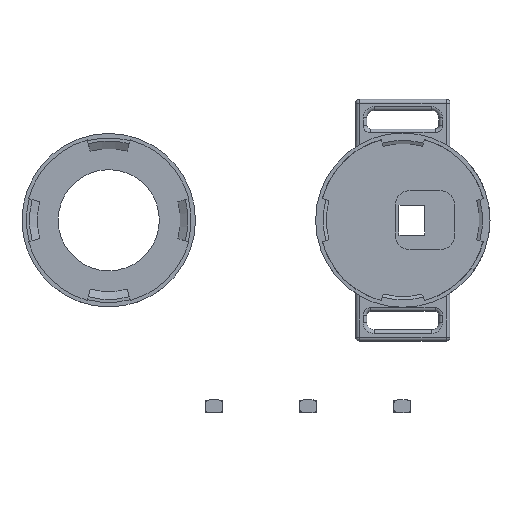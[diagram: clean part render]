
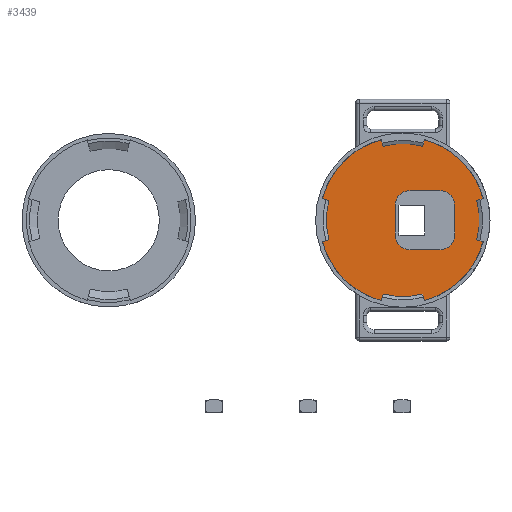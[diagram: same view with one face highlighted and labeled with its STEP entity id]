
A CAD part, top view. The second image highlights one B-rep face of the part: STEP entity #3439.
In plain terms, the highlighted planar face has unit normal (0, 0, 1).
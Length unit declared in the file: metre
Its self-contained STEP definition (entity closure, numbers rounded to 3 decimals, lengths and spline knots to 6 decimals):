
#268=CIRCLE('',#3797,0.0225);
#308=CIRCLE('',#3862,0.004);
#309=CIRCLE('',#3863,0.004);
#310=CIRCLE('',#3864,0.004);
#311=CIRCLE('',#3865,0.004);
#1195=ORIENTED_EDGE('',*,*,#1800,.F.);
#1196=ORIENTED_EDGE('',*,*,#1801,.T.);
#1197=ORIENTED_EDGE('',*,*,#1802,.T.);
#1198=ORIENTED_EDGE('',*,*,#1803,.T.);
#1199=ORIENTED_EDGE('',*,*,#1804,.T.);
#1200=ORIENTED_EDGE('',*,*,#1805,.T.);
#1201=ORIENTED_EDGE('',*,*,#1806,.F.);
#1202=ORIENTED_EDGE('',*,*,#1807,.T.);
#1203=ORIENTED_EDGE('',*,*,#1672,.F.);
#1672=EDGE_CURVE('',#2049,#2049,#268,.T.);
#1800=EDGE_CURVE('',#2157,#2158,#2425,.T.);
#1801=EDGE_CURVE('',#2157,#2159,#308,.T.);
#1802=EDGE_CURVE('',#2159,#2160,#2426,.T.);
#1803=EDGE_CURVE('',#2160,#2161,#309,.T.);
#1804=EDGE_CURVE('',#2161,#2162,#2427,.T.);
#1805=EDGE_CURVE('',#2162,#2163,#310,.T.);
#1806=EDGE_CURVE('',#2164,#2163,#2428,.T.);
#1807=EDGE_CURVE('',#2164,#2158,#311,.T.);
#2049=VERTEX_POINT('',#5633);
#2157=VERTEX_POINT('',#5990);
#2158=VERTEX_POINT('',#5991);
#2159=VERTEX_POINT('',#5993);
#2160=VERTEX_POINT('',#5995);
#2161=VERTEX_POINT('',#5997);
#2162=VERTEX_POINT('',#5999);
#2163=VERTEX_POINT('',#6001);
#2164=VERTEX_POINT('',#6003);
#2425=LINE('',#5989,#2725);
#2426=LINE('',#5994,#2726);
#2427=LINE('',#5998,#2727);
#2428=LINE('',#6002,#2728);
#2725=VECTOR('',#4816,1.);
#2726=VECTOR('',#4819,1.);
#2727=VECTOR('',#4822,1.);
#2728=VECTOR('',#4825,1.);
#2942=EDGE_LOOP('',(#1195,#1196,#1197,#1198,#1199,#1200,#1201,#1202));
#2943=EDGE_LOOP('',(#1203));
#3159=FACE_BOUND('',#2942,.T.);
#3160=FACE_BOUND('',#2943,.T.);
#3263=PLANE('',#3861);
#3439=ADVANCED_FACE('',(#3159,#3160),#3263,.F.);
#3797=AXIS2_PLACEMENT_3D('',#5632,#4622,#4623);
#3861=AXIS2_PLACEMENT_3D('',#5988,#4814,#4815);
#3862=AXIS2_PLACEMENT_3D('',#5992,#4817,#4818);
#3863=AXIS2_PLACEMENT_3D('',#5996,#4820,#4821);
#3864=AXIS2_PLACEMENT_3D('',#6000,#4823,#4824);
#3865=AXIS2_PLACEMENT_3D('',#6004,#4826,#4827);
#4622=DIRECTION('',(0.,0.,-1.));
#4623=DIRECTION('',(-1.,0.,0.));
#4814=DIRECTION('',(0.,0.,-1.));
#4815=DIRECTION('',(-1.,0.,0.));
#4816=DIRECTION('',(-1.,0.,0.));
#4817=DIRECTION('',(0.,0.,-1.));
#4818=DIRECTION('',(-1.,0.,0.));
#4819=DIRECTION('',(0.,-1.,0.));
#4820=DIRECTION('',(0.,0.,-1.));
#4821=DIRECTION('',(-1.,0.,0.));
#4822=DIRECTION('',(-1.,0.,0.));
#4823=DIRECTION('',(0.,0.,-1.));
#4824=DIRECTION('',(-1.,0.,0.));
#4825=DIRECTION('',(0.,-1.,0.));
#4826=DIRECTION('',(0.,0.,-1.));
#4827=DIRECTION('',(-1.,0.,0.));
#5632=CARTESIAN_POINT('',(0.,0.,0.001));
#5633=CARTESIAN_POINT('',(-0.0225,0.,0.001));
#5988=CARTESIAN_POINT('',(0.,0.01125,0.001));
#5989=CARTESIAN_POINT('',(0.005958,0.008,0.001));
#5990=CARTESIAN_POINT('',(0.009953,0.008,0.001));
#5991=CARTESIAN_POINT('',(0.001963,0.008,0.001));
#5992=CARTESIAN_POINT('',(0.009953,0.004,0.001));
#5993=CARTESIAN_POINT('',(0.013953,0.004,0.001));
#5994=CARTESIAN_POINT('',(0.013953,-0.004,0.001));
#5995=CARTESIAN_POINT('',(0.013953,-0.004,0.001));
#5996=CARTESIAN_POINT('',(0.009953,-0.004,0.001));
#5997=CARTESIAN_POINT('',(0.009953,-0.008,0.001));
#5998=CARTESIAN_POINT('',(0.005958,-0.008,0.001));
#5999=CARTESIAN_POINT('',(0.001963,-0.008,0.001));
#6000=CARTESIAN_POINT('',(0.001963,-0.004,0.001));
#6001=CARTESIAN_POINT('',(-0.002037,-0.004,0.001));
#6002=CARTESIAN_POINT('',(-0.002037,0.004,0.001));
#6003=CARTESIAN_POINT('',(-0.002037,0.004,0.001));
#6004=CARTESIAN_POINT('',(0.001963,0.004,0.001));
